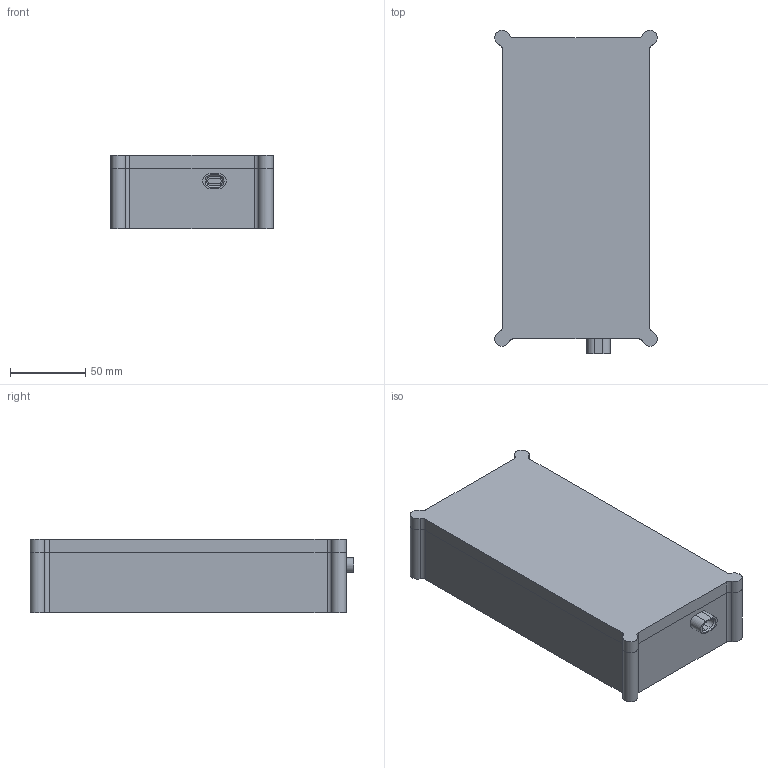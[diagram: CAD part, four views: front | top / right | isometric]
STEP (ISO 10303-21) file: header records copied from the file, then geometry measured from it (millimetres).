
FILE_DESCRIPTION(/* description */ (''),/* implementation_level */ '2;1');
FILE_NAME(/* name */ 'CaixaV1.1-STEP-PGR.step',/* time_stamp */ '2024-06-05T23:05:05+01:00',/* author */ (''),/* organization */ (''),/* preprocessor_version */ 'ST-DEVELOPER v20',/* originating_system */ 'Autodesk Translation Framework v13.14.0.145',/* authorisation */ '');
FILE_SCHEMA (('AUTOMOTIVE_DESIGN { 1 0 10303 214 3 1 1 }'));
Length unit declared in the file: millimetre
Products named in the file (1): Caixa Protótipo
Bounding box: 108 x 215 x 49 mm (x, y, z)
Volume: 441785.2 mm3; surface area: 142107.4 mm2
Topology: 4 solids, 4 shells, 868 faces, 2475 edges, 1646 vertices
Faces by surface type: cone 382, cylinder 288, plane 190, sphere 4, bspline 4
Full cylindrical faces by diameter (mm): 2.5 x2, 3 x188, 3.5 x4, 5.5 x4
Entity records: 29112 total; most frequent: DIRECTION 5575, CARTESIAN_POINT 5098, ORIENTED_EDGE 4950, EDGE_CURVE 2475, AXIS2_PLACEMENT_3D 2243, VERTEX_POINT 1646, CIRCLE 1378, LINE 1089
